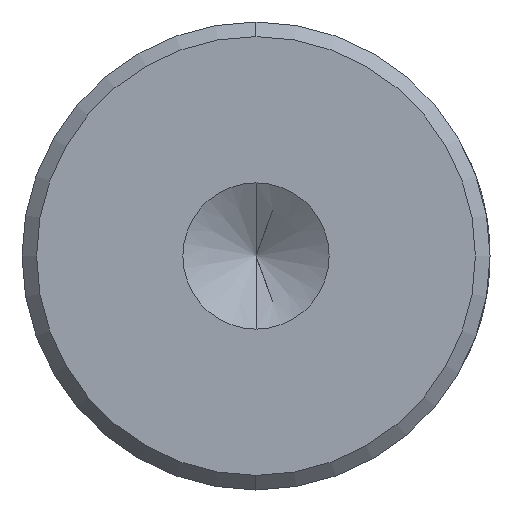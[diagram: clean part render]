
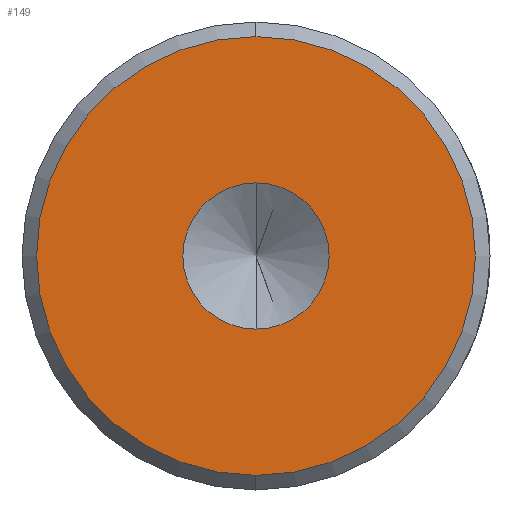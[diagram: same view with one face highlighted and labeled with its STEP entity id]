
A CAD part, left-side view. The second image highlights one B-rep face of the part: STEP entity #149.
In plain terms, the highlighted planar face has unit normal (-1, 0, 0).
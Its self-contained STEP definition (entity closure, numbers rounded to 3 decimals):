
#43 = PLANE ( 'NONE',  #131 ) ;
#49 = DIRECTION ( 'NONE',  ( 0., 0., 1. ) ) ;
#88 = VERTEX_POINT ( 'NONE', #1230 ) ;
#99 = VERTEX_POINT ( 'NONE', #1029 ) ;
#131 = AXIS2_PLACEMENT_3D ( 'NONE', #566, #161, #863 ) ;
#149 = ADVANCED_FACE ( 'NONE', ( #915, #416 ), #43, .T. ) ;
#158 = DIRECTION ( 'NONE',  ( -1., 0., 0. ) ) ;
#161 = DIRECTION ( 'NONE',  ( -1., 0., 0. ) ) ;
#166 = CARTESIAN_POINT ( 'NONE',  ( 0., 0., 7.501 ) ) ;
#175 = DIRECTION ( 'NONE',  ( -1., 0., 0. ) ) ;
#187 = AXIS2_PLACEMENT_3D ( 'NONE', #774, #158, #861 ) ;
#282 = ORIENTED_EDGE ( 'NONE', *, *, #1122, .T. ) ;
#297 = EDGE_CURVE ( 'NONE', #99, #518, #429, .T. ) ;
#334 = AXIS2_PLACEMENT_3D ( 'NONE', #1267, #681, #49 ) ;
#365 = EDGE_CURVE ( 'NONE', #686, #88, #1174, .T. ) ;
#416 = FACE_BOUND ( 'NONE', #731, .T. ) ;
#429 = CIRCLE ( 'NONE', #1084, 7.501 ) ;
#446 = CARTESIAN_POINT ( 'NONE',  ( 0., 0., 0. ) ) ;
#518 = VERTEX_POINT ( 'NONE', #166 ) ;
#540 = CIRCLE ( 'NONE', #875, 2.5 ) ;
#549 = DIRECTION ( 'NONE',  ( 0., 0., 1. ) ) ;
#566 = CARTESIAN_POINT ( 'NONE',  ( 0., 0., 0. ) ) ;
#603 = CIRCLE ( 'NONE', #334, 7.501 ) ;
#681 = DIRECTION ( 'NONE',  ( -1., 0., 0. ) ) ;
#686 = VERTEX_POINT ( 'NONE', #1229 ) ;
#731 = EDGE_LOOP ( 'NONE', ( #872, #898 ) ) ;
#774 = CARTESIAN_POINT ( 'NONE',  ( 0., 0., 0. ) ) ;
#783 = ORIENTED_EDGE ( 'NONE', *, *, #297, .T. ) ;
#785 = CARTESIAN_POINT ( 'NONE',  ( 0., 0., 0. ) ) ;
#861 = DIRECTION ( 'NONE',  ( 0., 0., 1. ) ) ;
#863 = DIRECTION ( 'NONE',  ( 0., 0., 1. ) ) ;
#872 = ORIENTED_EDGE ( 'NONE', *, *, #365, .F. ) ;
#874 = DIRECTION ( 'NONE',  ( 0., 0., 1. ) ) ;
#875 = AXIS2_PLACEMENT_3D ( 'NONE', #785, #175, #874 ) ;
#894 = EDGE_LOOP ( 'NONE', ( #783, #282 ) ) ;
#898 = ORIENTED_EDGE ( 'NONE', *, *, #1216, .F. ) ;
#915 = FACE_OUTER_BOUND ( 'NONE', #894, .T. ) ;
#1029 = CARTESIAN_POINT ( 'NONE',  ( 0., 0., -7.501 ) ) ;
#1084 = AXIS2_PLACEMENT_3D ( 'NONE', #446, #1143, #549 ) ;
#1122 = EDGE_CURVE ( 'NONE', #518, #99, #603, .T. ) ;
#1143 = DIRECTION ( 'NONE',  ( -1., 0., 0. ) ) ;
#1174 = CIRCLE ( 'NONE', #187, 2.5 ) ;
#1216 = EDGE_CURVE ( 'NONE', #88, #686, #540, .T. ) ;
#1229 = CARTESIAN_POINT ( 'NONE',  ( 0., 0., 2.5 ) ) ;
#1230 = CARTESIAN_POINT ( 'NONE',  ( 0., 0., -2.5 ) ) ;
#1267 = CARTESIAN_POINT ( 'NONE',  ( 0., 0., 0. ) ) ;
